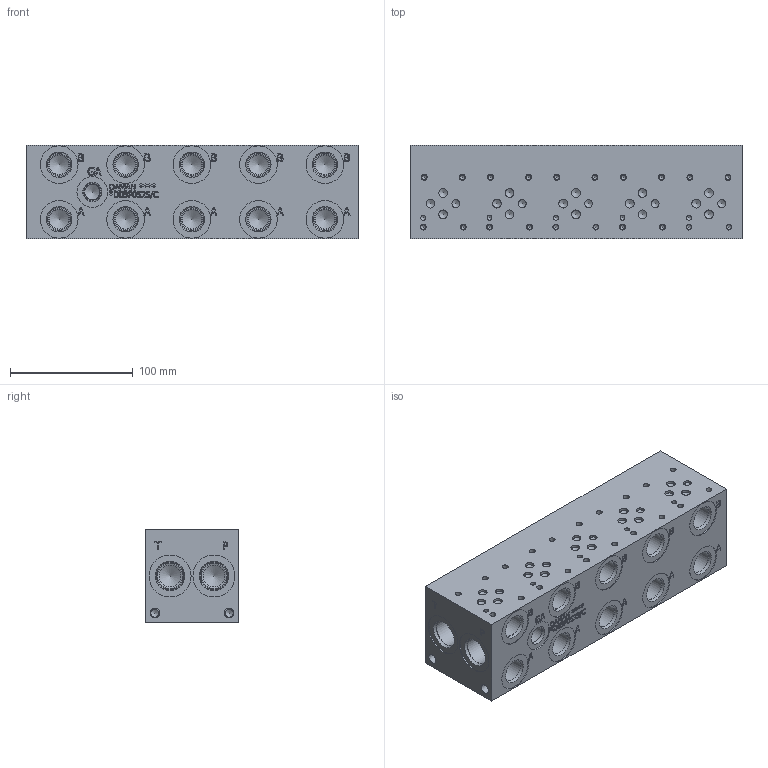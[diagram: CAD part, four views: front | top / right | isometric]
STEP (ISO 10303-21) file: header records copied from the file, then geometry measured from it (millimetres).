
FILE_DESCRIPTION(/* description */ (''),/* implementation_level */ '2;1');
FILE_NAME(/* name */ '_D03P052S_C.stp',/* time_stamp */ '2022-10-17T16:04:44-04:00',/* author */ ('bobbyh'),/* organization */ (''),/* preprocessor_version */ 'ST-DEVELOPER v18',/* originating_system */ 'Autodesk Inventor 2020',/* authorisation */ '');
FILE_SCHEMA (('AUTOMOTIVE_DESIGN { 1 0 10303 214 3 1 1 }'));
Length unit declared in the file: millimetre
Products named in the file (1): Part_AD03P052S_C_3D
Bounding box: 270 x 76.2 x 76.2 mm (x, y, z)
Volume: 1429476.2 mm3; surface area: 126589.3 mm2
Topology: 1 solids, 1 shells, 957 faces, 2626 edges, 1788 vertices
Faces by surface type: plane 466, bspline 223, cylinder 154, cone 114
Full cylindrical faces by diameter (mm): 3.785 x20, 3.962 x5, 4.826 x20, 6.35 x5, 6.528 x4, 7.137 x15, 7.925 x4, 12.294 x1, 12.9 x1, 14.275 x1, 14.3 x1, 14.529 x1, 15.875 x10, 15.9 x1, 17.475 x4, 17.501 x10, 19.05 x10, 19.253 x10, 20.447 x4, 20.62 x1, 22.23 x5, 22.54 x1, 22.555 x4, 25.019 x1, 30.16 x1, 30.632 x10, 34.138 x4
Entity records: 32098 total; most frequent: CARTESIAN_POINT 8206, ORIENTED_EDGE 5122, DIRECTION 4168, EDGE_CURVE 2561, VERTEX_POINT 1788, LINE 1532, VECTOR 1532, AXIS2_PLACEMENT_3D 1318
